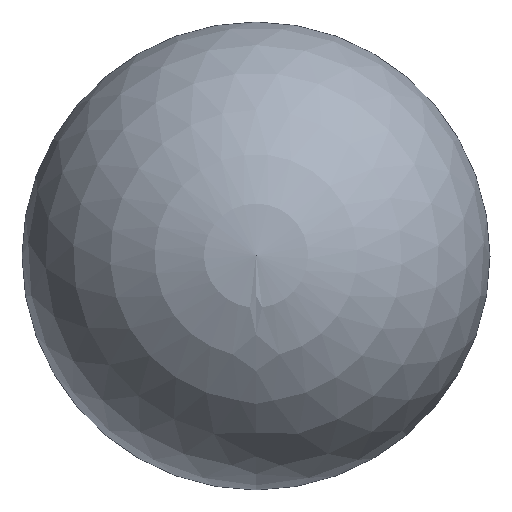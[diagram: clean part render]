
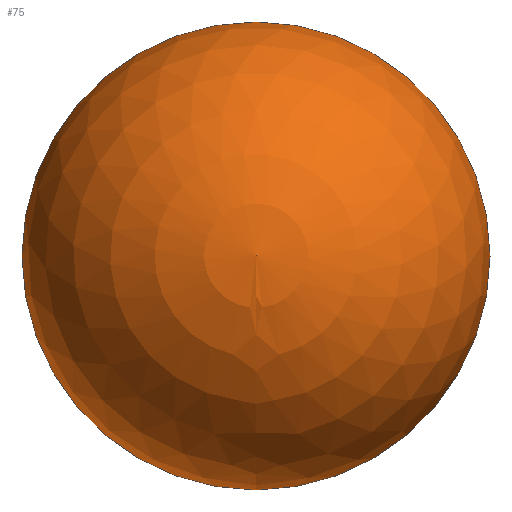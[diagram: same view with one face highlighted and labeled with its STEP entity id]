
A CAD part, top view. The second image highlights one B-rep face of the part: STEP entity #75.
In plain terms, the highlighted spherical face has radius 7.5 mm.
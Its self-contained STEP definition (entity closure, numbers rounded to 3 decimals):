
#8 = DIRECTION ( 'NONE',  ( 1., 0., 0. ) ) ;
#9 = VERTEX_POINT ( 'NONE', #104 ) ;
#28 = DIRECTION ( 'NONE',  ( 0., -1., 0. ) ) ;
#32 = EDGE_CURVE ( 'NONE', #9, #84, #123, .T. ) ;
#38 = ORIENTED_EDGE ( 'NONE', *, *, #32, .F. ) ;
#40 = AXIS2_PLACEMENT_3D ( 'NONE', #95, #47, #94 ) ;
#47 = DIRECTION ( 'NONE',  ( 0., 0., -1. ) ) ;
#60 = EDGE_LOOP ( 'NONE', ( #38, #124 ) ) ;
#66 = AXIS2_PLACEMENT_3D ( 'NONE', #113, #93, #8 ) ;
#73 = SPHERICAL_SURFACE ( 'NONE', #120, 7.5 ) ;
#75 = ADVANCED_FACE ( 'NONE', ( #85 ), #73, .T. ) ;
#84 = VERTEX_POINT ( 'NONE', #103 ) ;
#85 = FACE_OUTER_BOUND ( 'NONE', #60, .T. ) ;
#93 = DIRECTION ( 'NONE',  ( 0., 0., 1. ) ) ;
#94 = DIRECTION ( 'NONE',  ( 0., 1., 0. ) ) ;
#95 = CARTESIAN_POINT ( 'NONE',  ( -7.5, 0., 0. ) ) ;
#103 = CARTESIAN_POINT ( 'NONE',  ( 0., 0., 0. ) ) ;
#104 = CARTESIAN_POINT ( 'NONE',  ( -15., 0., 0. ) ) ;
#105 = CIRCLE ( 'NONE', #66, 7.5 ) ;
#113 = CARTESIAN_POINT ( 'NONE',  ( -7.5, 0., 0. ) ) ;
#117 = CARTESIAN_POINT ( 'NONE',  ( -7.5, 0., 0. ) ) ;
#118 = EDGE_CURVE ( 'NONE', #9, #84, #105, .T. ) ;
#120 = AXIS2_PLACEMENT_3D ( 'NONE', #117, #125, #28 ) ;
#123 = CIRCLE ( 'NONE', #40, 7.5 ) ;
#124 = ORIENTED_EDGE ( 'NONE', *, *, #118, .T. ) ;
#125 = DIRECTION ( 'NONE',  ( 0., 0., -1. ) ) ;
